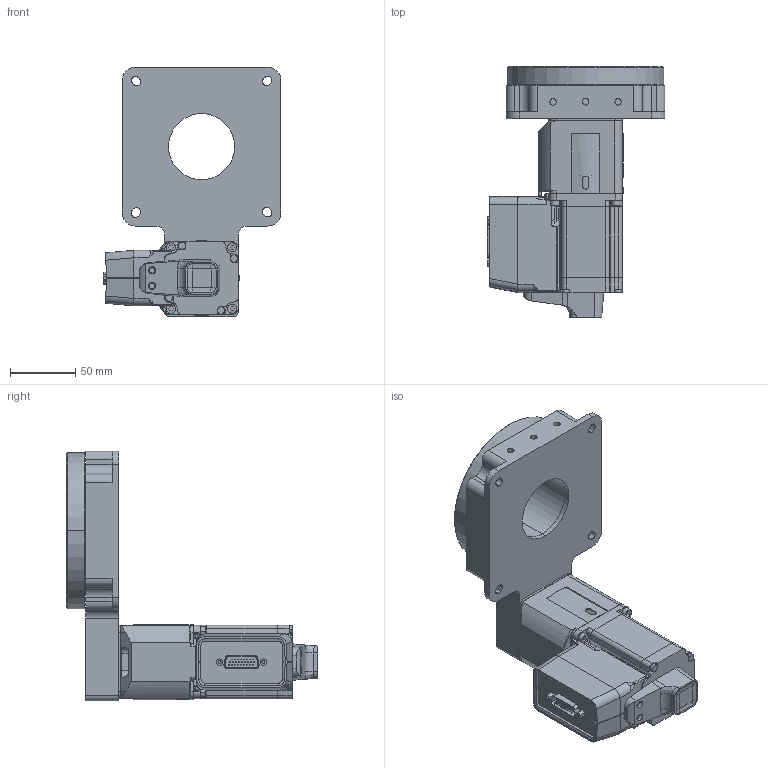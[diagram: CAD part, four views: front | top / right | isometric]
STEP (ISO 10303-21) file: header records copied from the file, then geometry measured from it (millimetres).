
FILE_DESCRIPTION (( 'STEP AP214' ), '1' );
FILE_NAME ('RSB120_RSB120xB-BE08T10A.step', '2025-11-18T18:11:26', ( '' ), ( '' ), 'SwSTEP 2.0', 'SolidWorks 2025', '' );
FILE_SCHEMA (( 'AUTOMOTIVE_DESIGN' ));
Length unit declared in the file: millimetre
Products named in the file (4): RSB120_RSB120xB-BE08T10A; RSB120_base^RSB120_RSB120; RSB120_motor^RSB120_RSB-BE08T10A; RSB120_top^RSB120
Assembly tree (3 placements, depth 2):
  RSB120_RSB120xB-BE08T10A
    RSB120_base^RSB120_RSB120
    RSB120_top^RSB120
    RSB120_motor^RSB120_RSB-BE08T10A
Bounding box: 136.76 x 192.9 x 191.7 mm (x, y, z)
Volume: 1050866.5 mm3; surface area: 222396 mm2
Topology: 38 solids, 38 shells, 957 faces, 2333 edges, 1530 vertices
Faces by surface type: plane 480, cylinder 407, cone 42, bspline 20, torus 8
Entity records: 30422 total; most frequent: CARTESIAN_POINT 7027, DIRECTION 4873, ORIENTED_EDGE 4634, EDGE_CURVE 2317, AXIS2_PLACEMENT_3D 1783, VERTEX_POINT 1530, LINE 1307, VECTOR 1307
